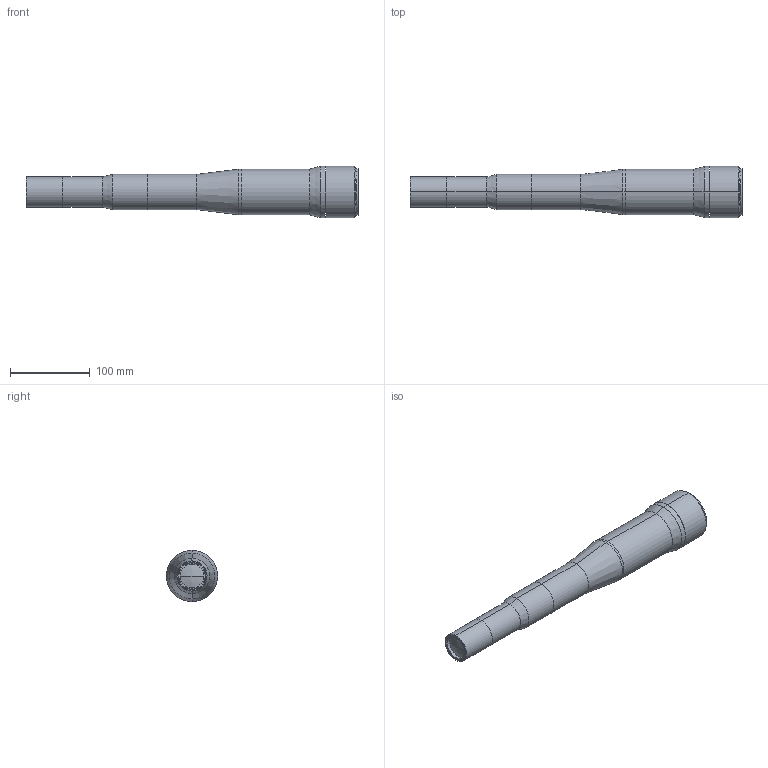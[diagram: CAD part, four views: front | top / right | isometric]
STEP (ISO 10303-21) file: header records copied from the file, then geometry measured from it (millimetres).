
FILE_DESCRIPTION (( 'STEP AP203' ), '1' );
FILE_NAME ('TC16M012-K.step', '2018-11-27T15:57:15', ( '' ), ( '' ), 'SwSTEP 2.0', 'SolidWorks 2018', '' );
FILE_SCHEMA (( 'CONFIG_CONTROL_DESIGN' ));
Length unit declared in the file: millimetre
Products named in the file (1): TC16M012-K
Bounding box: 415.27 x 64 x 64 mm (x, y, z)
Surface area: 80285.7 mm2 (no closed solid volume)
Topology: 0 solids, 8 shells, 61 faces, 144 edges, 95 vertices
Faces by surface type: cylinder 28, plane 19, cone 12, sphere 2
Entity records: 1852 total; most frequent: DIRECTION 356, CARTESIAN_POINT 301, ORIENTED_EDGE 252, AXIS2_PLACEMENT_3D 150, EDGE_CURVE 144, VERTEX_POINT 95, CIRCLE 88, EDGE_LOOP 72
